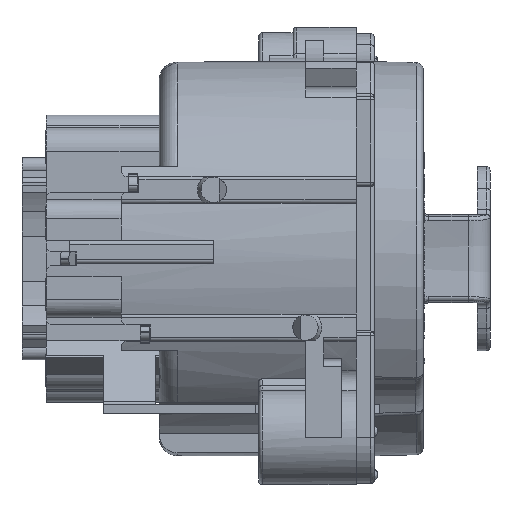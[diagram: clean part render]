
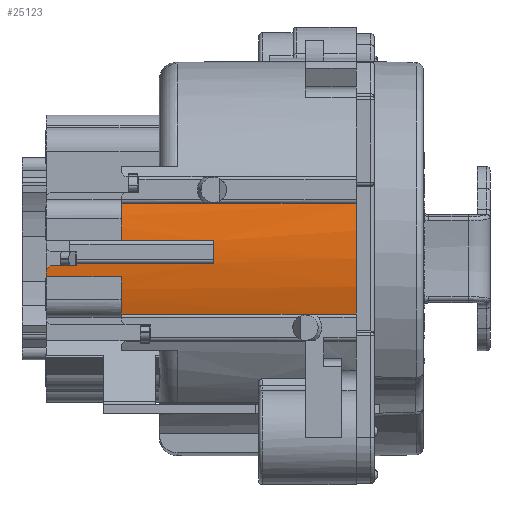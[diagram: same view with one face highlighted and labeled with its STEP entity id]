
A CAD part, left-side view. The second image highlights one B-rep face of the part: STEP entity #25123.
In plain terms, the highlighted cylindrical face has radius 10.9 mm (diameter 21.8 mm), a partial arc.
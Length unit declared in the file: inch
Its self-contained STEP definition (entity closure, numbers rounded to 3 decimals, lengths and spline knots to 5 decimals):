
#370=CYLINDRICAL_SURFACE('',#27037,0.42913);
#530=LINE('',#34753,#3131);
#1676=LINE('',#41311,#4277);
#1799=LINE('',#41741,#4400);
#1800=LINE('',#41744,#4401);
#1801=LINE('',#41746,#4402);
#1802=LINE('',#41750,#4403);
#1803=LINE('',#41753,#4404);
#3131=VECTOR('',#27956,0.04331);
#4277=VECTOR('',#31324,0.3937);
#4400=VECTOR('',#31753,0.16339);
#4401=VECTOR('',#31756,0.51181);
#4402=VECTOR('',#31757,0.51181);
#4403=VECTOR('',#31760,0.3937);
#4404=VECTOR('',#31763,0.31339);
#7255=FACE_OUTER_BOUND('',#8572,.T.);
#8572=EDGE_LOOP('',(#19748,#19749,#19750,#19751,#19752,#19753,#19754,#19755,
#19756,#19757,#19758,#19759,#19760,#19761,#19762));
#9320=CIRCLE('',#25772,0.42913);
#9321=CIRCLE('',#25775,0.8569);
#9545=CIRCLE('',#26182,0.42913);
#9832=CIRCLE('',#26890,0.42913);
#9864=CIRCLE('',#26936,0.42913);
#9916=CIRCLE('',#27038,0.42913);
#9917=CIRCLE('',#27039,0.42913);
#9918=CIRCLE('',#27040,0.42913);
#10174=VERTEX_POINT('',#34745);
#10175=VERTEX_POINT('',#34747);
#10176=VERTEX_POINT('',#34751);
#10177=VERTEX_POINT('',#34755);
#10779=VERTEX_POINT('',#36998);
#10780=VERTEX_POINT('',#37000);
#11327=VERTEX_POINT('',#41310);
#11338=VERTEX_POINT('',#41334);
#11397=VERTEX_POINT('',#41484);
#11471=VERTEX_POINT('',#41740);
#11472=VERTEX_POINT('',#41742);
#11473=VERTEX_POINT('',#41745);
#11474=VERTEX_POINT('',#41747);
#11475=VERTEX_POINT('',#41749);
#11476=VERTEX_POINT('',#41751);
#12499=EDGE_CURVE('',#10174,#10175,#9320,.T.);
#12502=EDGE_CURVE('',#10174,#10176,#530,.T.);
#12504=EDGE_CURVE('',#10176,#10177,#9321,.T.);
#13270=EDGE_CURVE('',#10780,#10779,#9545,.T.);
#14264=EDGE_CURVE('',#11327,#10175,#1676,.T.);
#14276=EDGE_CURVE('',#11338,#11327,#9832,.T.);
#14354=EDGE_CURVE('',#11397,#10177,#9864,.T.);
#14476=EDGE_CURVE('',#11471,#11397,#1799,.T.);
#14477=EDGE_CURVE('',#11472,#11471,#9916,.T.);
#14478=EDGE_CURVE('',#10780,#11472,#1800,.T.);
#14479=EDGE_CURVE('',#11473,#10779,#1801,.T.);
#14480=EDGE_CURVE('',#11474,#11473,#9917,.T.);
#14481=EDGE_CURVE('',#11475,#11474,#1802,.T.);
#14482=EDGE_CURVE('',#11476,#11475,#9918,.T.);
#14483=EDGE_CURVE('',#11476,#11338,#1803,.T.);
#19748=ORIENTED_EDGE('',*,*,#14264,.T.);
#19749=ORIENTED_EDGE('',*,*,#12499,.F.);
#19750=ORIENTED_EDGE('',*,*,#12502,.T.);
#19751=ORIENTED_EDGE('',*,*,#12504,.T.);
#19752=ORIENTED_EDGE('',*,*,#14354,.F.);
#19753=ORIENTED_EDGE('',*,*,#14476,.F.);
#19754=ORIENTED_EDGE('',*,*,#14477,.F.);
#19755=ORIENTED_EDGE('',*,*,#14478,.F.);
#19756=ORIENTED_EDGE('',*,*,#13270,.T.);
#19757=ORIENTED_EDGE('',*,*,#14479,.F.);
#19758=ORIENTED_EDGE('',*,*,#14480,.F.);
#19759=ORIENTED_EDGE('',*,*,#14481,.F.);
#19760=ORIENTED_EDGE('',*,*,#14482,.F.);
#19761=ORIENTED_EDGE('',*,*,#14483,.T.);
#19762=ORIENTED_EDGE('',*,*,#14276,.T.);
#25123=ADVANCED_FACE('',(#7255),#370,.T.);
#25772=AXIS2_PLACEMENT_3D('',#34748,#27950,#27951);
#25775=AXIS2_PLACEMENT_3D('',#34757,#27960,#27961);
#26182=AXIS2_PLACEMENT_3D('',#37001,#29260,#29261);
#26890=AXIS2_PLACEMENT_3D('',#41335,#31342,#31343);
#26936=AXIS2_PLACEMENT_3D('',#41486,#31480,#31481);
#27037=AXIS2_PLACEMENT_3D('',#41739,#31751,#31752);
#27038=AXIS2_PLACEMENT_3D('',#41743,#31754,#31755);
#27039=AXIS2_PLACEMENT_3D('',#41748,#31758,#31759);
#27040=AXIS2_PLACEMENT_3D('',#41752,#31761,#31762);
#27950=DIRECTION('center_axis',(0.,1.,0.));
#27951=DIRECTION('ref_axis',(-0.999,0.,-0.037));
#27956=DIRECTION('',(0.,1.,0.));
#27960=DIRECTION('center_axis',(0.,-0.707,
-0.707));
#27961=DIRECTION('ref_axis',(-0.999,0.028,-0.028));
#29260=DIRECTION('center_axis',(0.,1.,0.));
#29261=DIRECTION('ref_axis',(-0.96,0.,-0.281));
#31324=DIRECTION('',(0.,1.,0.));
#31342=DIRECTION('center_axis',(0.,-1.,0.));
#31343=DIRECTION('ref_axis',(1.,0.,0.));
#31480=DIRECTION('center_axis',(0.,1.,0.));
#31481=DIRECTION('ref_axis',(-0.996,0.,-0.092));
#31751=DIRECTION('center_axis',(0.,1.,0.));
#31752=DIRECTION('ref_axis',(-1.,0.,0.));
#31753=DIRECTION('',(0.,1.,0.));
#31754=DIRECTION('center_axis',(0.,1.,0.));
#31755=DIRECTION('ref_axis',(-0.96,0.,-0.281));
#31756=DIRECTION('',(0.,1.,0.));
#31757=DIRECTION('',(0.,-1.,0.));
#31758=DIRECTION('center_axis',(0.,1.,0.));
#31759=DIRECTION('ref_axis',(-0.996,0.,0.092));
#31760=DIRECTION('',(0.,1.,0.));
#31761=DIRECTION('center_axis',(0.,1.,0.));
#31762=DIRECTION('ref_axis',(-1.,0.,-0.024));
#31763=DIRECTION('',(0.,1.,0.));
#34745=CARTESIAN_POINT('',(0.15383,0.77756,-0.50795));
#34747=CARTESIAN_POINT('',(0.1538,0.77756,-0.50697));
#34748=CARTESIAN_POINT('Origin',(0.58268,0.77756,-0.4922));
#34751=CARTESIAN_POINT('',(0.15383,0.82087,-0.50795));
#34753=CARTESIAN_POINT('',(0.15383,0.77756,-0.50795));
#34755=CARTESIAN_POINT('',(0.15419,0.82874,-0.51583));
#34757=CARTESIAN_POINT('Origin',(1.01045,0.80514,-0.49223));
#36998=CARTESIAN_POINT('',(0.1708,0.15354,-0.37173));
#37000=CARTESIAN_POINT('',(0.1708,0.15354,-0.61268));
#37001=CARTESIAN_POINT('Origin',(0.58268,0.15354,-0.4922));
#41310=CARTESIAN_POINT('',(0.1538,0.77677,-0.50697));
#41311=CARTESIAN_POINT('',(0.1538,0.,-0.50697));
#41334=CARTESIAN_POINT('',(0.15367,0.77677,-0.50266));
#41335=CARTESIAN_POINT('Origin',(0.58268,0.77677,-0.4922));
#41484=CARTESIAN_POINT('',(0.15535,0.82874,-0.53157));
#41486=CARTESIAN_POINT('Origin',(0.58268,0.82874,-0.4922));
#41739=CARTESIAN_POINT('Origin',(0.58268,0.,-0.4922));
#41740=CARTESIAN_POINT('',(0.15535,0.66535,-0.53157));
#41741=CARTESIAN_POINT('',(0.15535,0.66535,-0.53157));
#41742=CARTESIAN_POINT('',(0.1708,0.66535,-0.61268));
#41743=CARTESIAN_POINT('Origin',(0.58268,0.66535,-0.4922));
#41744=CARTESIAN_POINT('',(0.1708,0.15354,-0.61268));
#41745=CARTESIAN_POINT('',(0.1708,0.66535,-0.37173));
#41746=CARTESIAN_POINT('',(0.1708,0.66535,-0.37173));
#41747=CARTESIAN_POINT('',(0.15535,0.66535,-0.45283));
#41748=CARTESIAN_POINT('Origin',(0.58268,0.66535,-0.4922));
#41749=CARTESIAN_POINT('',(0.15535,0.46417,-0.45283));
#41750=CARTESIAN_POINT('',(0.15535,0.,-0.45283));
#41751=CARTESIAN_POINT('',(0.15367,0.46417,-0.50266));
#41752=CARTESIAN_POINT('Origin',(0.58268,0.46417,-0.4922));
#41753=CARTESIAN_POINT('',(0.15367,0.46417,-0.50266));
